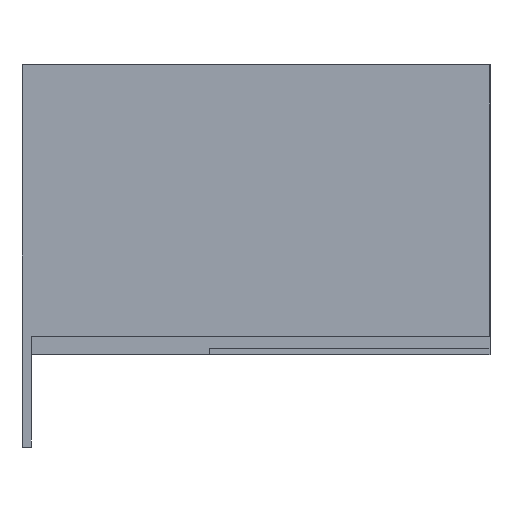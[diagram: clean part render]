
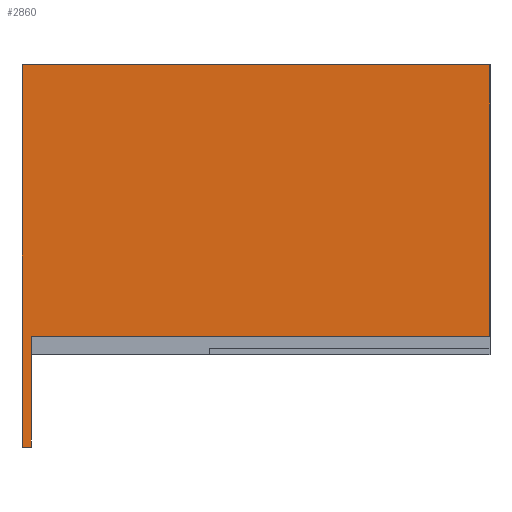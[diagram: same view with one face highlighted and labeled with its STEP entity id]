
A CAD part, left-side view. The second image highlights one B-rep face of the part: STEP entity #2860.
In plain terms, the highlighted planar face has unit normal (-1, 0, 0).
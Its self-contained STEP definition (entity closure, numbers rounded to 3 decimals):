
#2840=AXIS2_PLACEMENT_3D('Plane Axis2P3D',#2837,#2838,#2839) ;
#1294=CARTESIAN_POINT('Vertex',(-69.75,103.5,162.5)) ;
#1297=CARTESIAN_POINT('Line Origine',(-69.75,51.75,162.5)) ;
#1301=CARTESIAN_POINT('Vertex',(-69.75,0.,162.5)) ;
#1728=CARTESIAN_POINT('Vertex',(-69.75,101.5,102.5)) ;
#1731=CARTESIAN_POINT('Line Origine',(-69.75,101.5,90.25)) ;
#1735=CARTESIAN_POINT('Vertex',(-69.75,101.5,78.)) ;
#1981=CARTESIAN_POINT('Line Origine',(-69.75,0.,132.5)) ;
#1985=CARTESIAN_POINT('Vertex',(-69.75,0.,102.5)) ;
#2818=CARTESIAN_POINT('Line Origine',(-69.75,103.5,120.25)) ;
#2822=CARTESIAN_POINT('Vertex',(-69.75,103.5,78.)) ;
#2837=CARTESIAN_POINT('Axis2P3D Location',(-69.75,0.,0.)) ;
#2842=CARTESIAN_POINT('Line Origine',(-69.75,102.5,78.)) ;
#2847=CARTESIAN_POINT('Line Origine',(-69.75,50.75,102.5)) ;
#1298=DIRECTION('Vector Direction',(0.,1.,0.)) ;
#1732=DIRECTION('Vector Direction',(0.,0.,1.)) ;
#1982=DIRECTION('Vector Direction',(0.,0.,1.)) ;
#2819=DIRECTION('Vector Direction',(0.,0.,-1.)) ;
#2838=DIRECTION('Axis2P3D Direction',(1.,0.,0.)) ;
#2839=DIRECTION('Axis2P3D XDirection',(0.,1.,0.)) ;
#2843=DIRECTION('Vector Direction',(0.,-1.,0.)) ;
#2848=DIRECTION('Vector Direction',(0.,-1.,0.)) ;
#1299=VECTOR('Line Direction',#1298,1.) ;
#1733=VECTOR('Line Direction',#1732,1.) ;
#1983=VECTOR('Line Direction',#1982,1.) ;
#2820=VECTOR('Line Direction',#2819,1.) ;
#2844=VECTOR('Line Direction',#2843,1.) ;
#2849=VECTOR('Line Direction',#2848,1.) ;
#2853=ORIENTED_EDGE('',*,*,#1303,.F.) ;
#2854=ORIENTED_EDGE('',*,*,#2824,.F.) ;
#2855=ORIENTED_EDGE('',*,*,#2846,.F.) ;
#2856=ORIENTED_EDGE('',*,*,#1737,.F.) ;
#2857=ORIENTED_EDGE('',*,*,#2851,.F.) ;
#2858=ORIENTED_EDGE('',*,*,#1987,.F.) ;
#2860=ADVANCED_FACE('Copriterminale alto HTC superiore',(#2859),#2841,.F.) ;
#1303=EDGE_CURVE('',#1295,#1302,#1300,.F.) ;
#1737=EDGE_CURVE('',#1729,#1736,#1734,.F.) ;
#1987=EDGE_CURVE('',#1302,#1986,#1984,.F.) ;
#2824=EDGE_CURVE('',#2823,#1295,#2821,.F.) ;
#2846=EDGE_CURVE('',#1736,#2823,#2845,.F.) ;
#2851=EDGE_CURVE('',#1986,#1729,#2850,.F.) ;
#2852=EDGE_LOOP('',(#2853,#2854,#2855,#2856,#2857,#2858)) ;
#2859=FACE_OUTER_BOUND('',#2852,.T.) ;
#1300=LINE('Line',#1297,#1299) ;
#1734=LINE('Line',#1731,#1733) ;
#1984=LINE('Line',#1981,#1983) ;
#2821=LINE('Line',#2818,#2820) ;
#2845=LINE('Line',#2842,#2844) ;
#2850=LINE('Line',#2847,#2849) ;
#2841=PLANE('',#2840) ;
#1295=VERTEX_POINT('',#1294) ;
#1302=VERTEX_POINT('',#1301) ;
#1729=VERTEX_POINT('',#1728) ;
#1736=VERTEX_POINT('',#1735) ;
#1986=VERTEX_POINT('',#1985) ;
#2823=VERTEX_POINT('',#2822) ;
